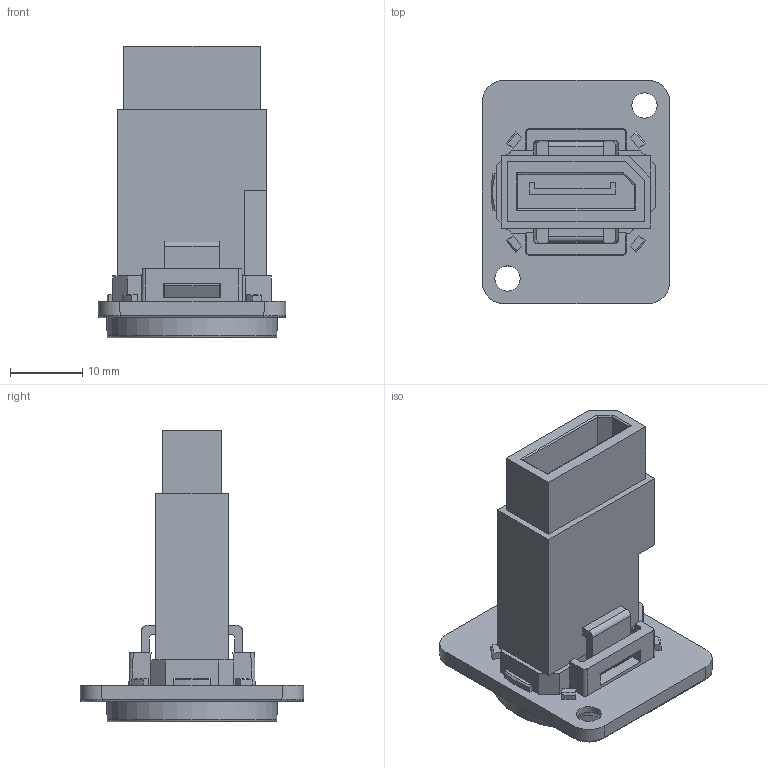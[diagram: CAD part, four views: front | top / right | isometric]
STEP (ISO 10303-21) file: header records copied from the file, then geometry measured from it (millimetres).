
FILE_DESCRIPTION(/* description */ (''),/* implementation_level */ '2;1');
FILE_NAME(/* name */ 'CP30233M DP-DP CSK.stp',/* time_stamp */ '2023-12-11T12:29:17+00:00',/* author */ ('tottley'),/* organization */ (''),/* preprocessor_version */ 'ST-DEVELOPER v18.1',/* originating_system */ 'Autodesk Inventor 2022',/* authorisation */ '');
FILE_SCHEMA (('AUTOMOTIVE_DESIGN { 1 0 10303 214 3 1 1 }'));
Length unit declared in the file: millimetre
Products named in the file (1): Part7
Bounding box: 26 x 31 x 40.5 mm (x, y, z)
Volume: 8701 mm3; surface area: 6562.3 mm2
Topology: 1 solids, 1 shells, 339 faces, 930 edges, 612 vertices
Faces by surface type: plane 238, bspline 51, cylinder 41, cone 8, torus 1
Full cylindrical faces by diameter (mm): 3.5 x2
Entity records: 12129 total; most frequent: CARTESIAN_POINT 3392, ORIENTED_EDGE 1860, DIRECTION 1478, EDGE_CURVE 930, LINE 736, VECTOR 736, VERTEX_POINT 612, AXIS2_PLACEMENT_3D 371
